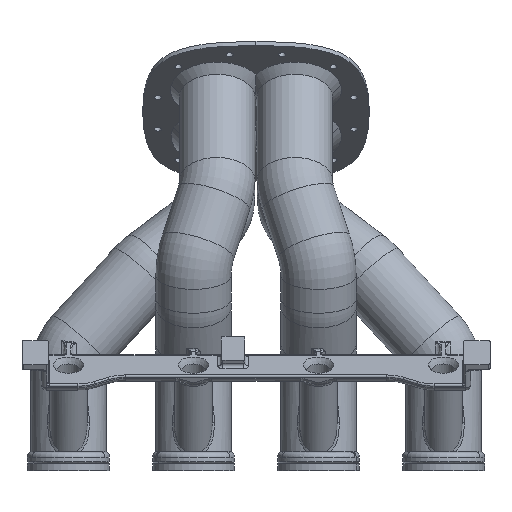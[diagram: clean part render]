
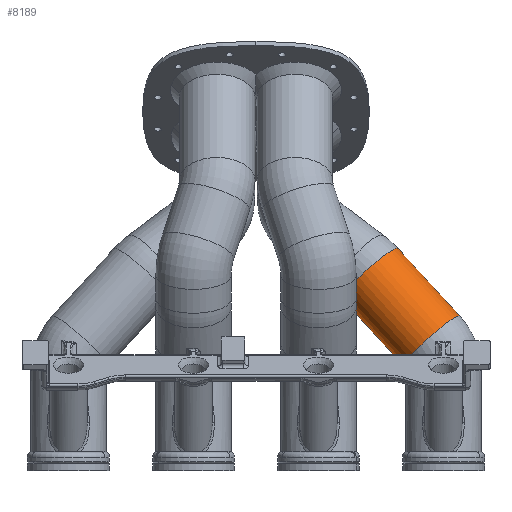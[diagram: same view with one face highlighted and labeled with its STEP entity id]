
A CAD part, front view. The second image highlights one B-rep face of the part: STEP entity #8189.
In plain terms, the highlighted cylindrical face has radius 22.25 mm (diameter 44.5 mm), a partial arc.
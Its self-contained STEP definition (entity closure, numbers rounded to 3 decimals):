
#3647=CARTESIAN_POINT('Vertex',(120.936,2.695,32.057)) ;
#3650=CARTESIAN_POINT('Axis2P3D Location',(104.413,1.442,17.208)) ;
#3654=CARTESIAN_POINT('Vertex',(87.89,0.188,2.36)) ;
#8159=CARTESIAN_POINT('Axis2P3D Location',(86.076,5.455,37.274)) ;
#8164=CARTESIAN_POINT('Line Origine',(69.553,4.201,22.426)) ;
#8168=CARTESIAN_POINT('Vertex',(51.215,8.215,42.492)) ;
#8171=CARTESIAN_POINT('Line Origine',(102.599,6.708,52.123)) ;
#8175=CARTESIAN_POINT('Vertex',(84.261,10.721,72.189)) ;
#8178=CARTESIAN_POINT('Axis2P3D Location',(67.738,9.468,57.34)) ;
#3651=DIRECTION('Axis2P3D Direction',(-0.667,0.146,0.73)) ;
#8160=DIRECTION('Axis2P3D Direction',(-0.667,0.146,0.73)) ;
#8161=DIRECTION('Axis2P3D XDirection',(0.743,0.056,0.667)) ;
#8165=DIRECTION('Vector Direction',(-0.667,0.146,0.73)) ;
#8172=DIRECTION('Vector Direction',(-0.667,0.146,0.73)) ;
#8179=DIRECTION('Axis2P3D Direction',(-0.667,0.146,0.73)) ;
#3652=AXIS2_PLACEMENT_3D('Circle Axis2P3D',#3650,#3651,$) ;
#8162=AXIS2_PLACEMENT_3D('Cylinder Axis2P3D',#8159,#8160,#8161) ;
#8180=AXIS2_PLACEMENT_3D('Circle Axis2P3D',#8178,#8179,$) ;
#8184=ORIENTED_EDGE('',*,*,#8170,.F.) ;
#8185=ORIENTED_EDGE('',*,*,#3656,.T.) ;
#8186=ORIENTED_EDGE('',*,*,#8177,.T.) ;
#8187=ORIENTED_EDGE('',*,*,#8182,.F.) ;
#8166=VECTOR('Line Direction',#8165,1.) ;
#8173=VECTOR('Line Direction',#8172,1.) ;
#8189=ADVANCED_FACE('Corps principal',(#8188),#8163,.T.) ;
#3653=CIRCLE('generated circle',#3652,22.25) ;
#8181=CIRCLE('generated circle',#8180,22.25) ;
#8163=CYLINDRICAL_SURFACE('generated cylinder',#8162,22.25) ;
#3656=EDGE_CURVE('',#3655,#3648,#3653,.T.) ;
#8170=EDGE_CURVE('',#3655,#8169,#8167,.T.) ;
#8177=EDGE_CURVE('',#3648,#8176,#8174,.T.) ;
#8182=EDGE_CURVE('',#8169,#8176,#8181,.T.) ;
#8183=EDGE_LOOP('',(#8184,#8185,#8186,#8187)) ;
#8188=FACE_OUTER_BOUND('',#8183,.T.) ;
#8167=LINE('Line',#8164,#8166) ;
#8174=LINE('Line',#8171,#8173) ;
#3648=VERTEX_POINT('',#3647) ;
#3655=VERTEX_POINT('',#3654) ;
#8169=VERTEX_POINT('',#8168) ;
#8176=VERTEX_POINT('',#8175) ;
